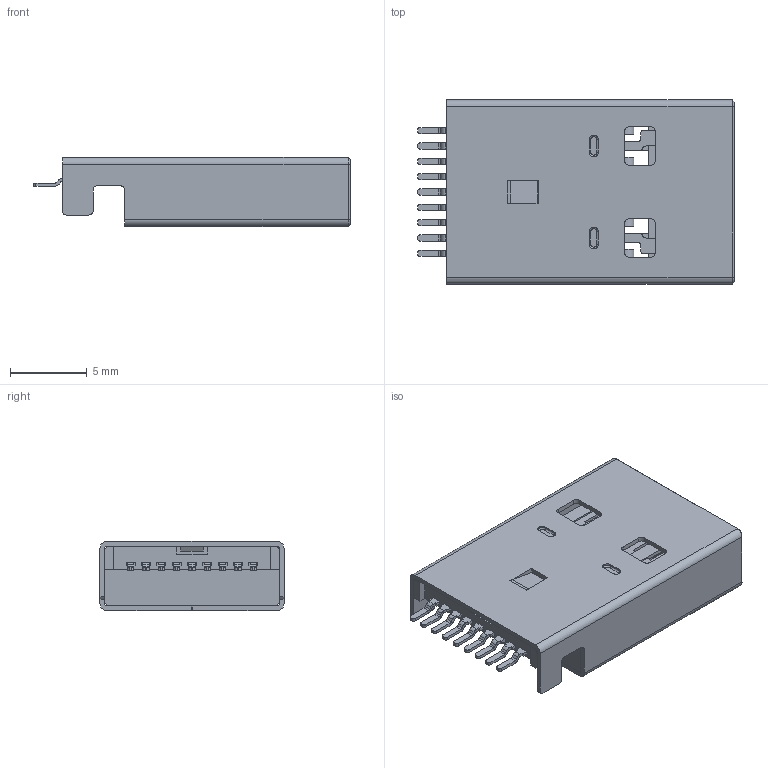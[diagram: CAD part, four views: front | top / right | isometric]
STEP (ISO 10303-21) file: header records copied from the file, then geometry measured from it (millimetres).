
FILE_DESCRIPTION(/* description */ (''),/* implementation_level */ '2;1');
FILE_NAME(/* name */ 'Amphenol - GSB416445CHR.step',/* time_stamp */ '2020-04-02T13:07:05+01:00',/* author */ (''),/* organization */ (''),/* preprocessor_version */ 'ST-DEVELOPER v18',/* originating_system */ 'Autodesk Translation Framework v8.12.0.6',/* authorisation */ '');
FILE_SCHEMA (('AUTOMOTIVE_DESIGN { 1 0 10303 214 3 1 1 }'));
Length unit declared in the file: millimetre
Products named in the file (1): Amphenol - GSB416445CHR
Bounding box: 20.65 x 12 x 4.5 mm (x, y, z)
Volume: 506.1 mm3; surface area: 1791.1 mm2
Topology: 1 solids, 1 shells, 617 faces, 1785 edges, 1172 vertices
Faces by surface type: plane 433, cylinder 172, torus 8, cone 4
Entity records: 20650 total; most frequent: CARTESIAN_POINT 3590, ORIENTED_EDGE 3570, DIRECTION 3374, EDGE_CURVE 1785, LINE 1426, VECTOR 1426, VERTEX_POINT 1172, AXIS2_PLACEMENT_3D 974
